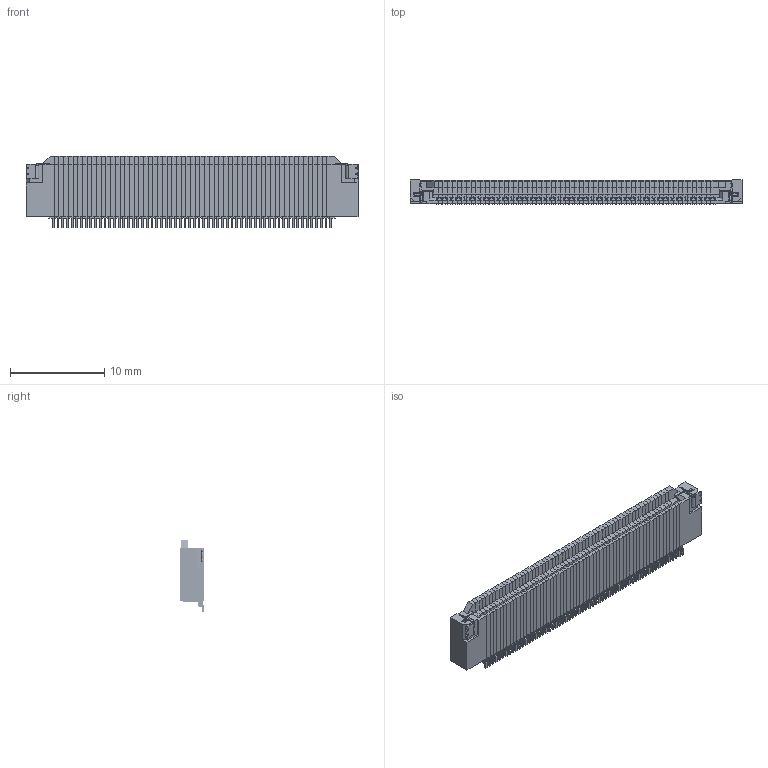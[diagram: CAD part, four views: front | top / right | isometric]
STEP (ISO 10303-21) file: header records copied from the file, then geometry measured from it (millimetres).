
FILE_DESCRIPTION (( 'STEP AP214' ), '1' );
FILE_NAME ('F31L-1A7H1-11060.STEP', '2023-07-05T18:15:35', ( '' ), ( '' ), 'SwSTEP 2.0', 'SolidWorks 2022', '' );
FILE_SCHEMA (( 'AUTOMOTIVE_DESIGN' ));
Length unit declared in the file: millimetre
Products named in the file (4): F31L_M^f31l_60pin_asm(2)_f31l_60pin_asm; F31L-1A7H1-11060; F31L_L^f31l_60pin_asm(2)_f31l_60pin_asm; F31L_R^f31l_60pin_asm(2)_f31l_60pin_asm
Assembly tree (60 placements, depth 2):
  F31L-1A7H1-11060
    F31L_L^f31l_60pin_asm(2)_f31l_60pin_asm
    F31L_M^f31l_60pin_asm(2)_f31l_60pin_asm  x58
    F31L_R^f31l_60pin_asm(2)_f31l_60pin_asm
Bounding box: 35.3 x 2.55 x 7.57 mm (x, y, z)
Volume: 345.5 mm3; surface area: 2688.2 mm2
Topology: 118 solids, 118 shells, 8577 faces, 24163 edges, 15872 vertices
Faces by surface type: plane 6092, cylinder 2479, cone 4, bspline 2
Entity records: 24109 total; most frequent: CARTESIAN_POINT 4797, ORIENTED_EDGE 4094, DIRECTION 3820, EDGE_CURVE 2047, LINE 1592, VECTOR 1592, VERTEX_POINT 1337, AXIS2_PLACEMENT_3D 1114
